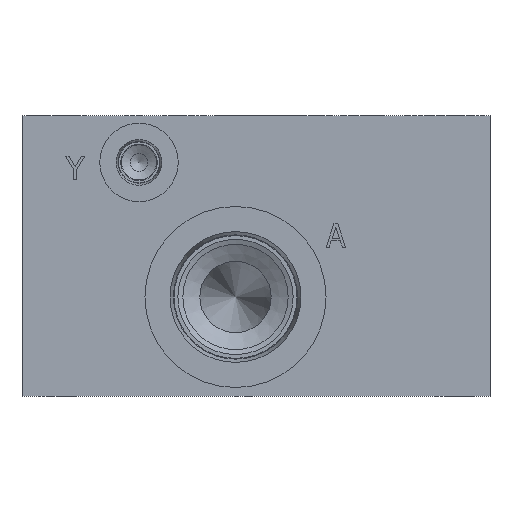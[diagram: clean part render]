
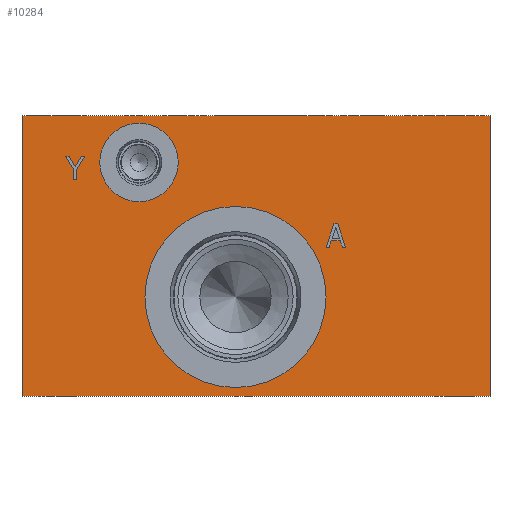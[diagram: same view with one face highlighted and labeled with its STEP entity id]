
A CAD part, left-side view. The second image highlights one B-rep face of the part: STEP entity #10284.
In plain terms, the highlighted planar face has unit normal (-1, 0, 0).
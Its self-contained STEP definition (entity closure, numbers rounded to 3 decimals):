
#116=CIRCLE('',#10849,24.562);
#117=CIRCLE('',#10850,24.562);
#118=CIRCLE('',#10851,10.643);
#119=CIRCLE('',#10852,10.643);
#312=FACE_BOUND('',#1437,.T.);
#313=FACE_BOUND('',#1438,.T.);
#314=FACE_BOUND('',#1439,.T.);
#315=FACE_BOUND('',#1440,.T.);
#876=FACE_OUTER_BOUND('',#1436,.T.);
#1436=EDGE_LOOP('',(#6819,#6820,#6821,#6822));
#1437=EDGE_LOOP('',(#6823,#6824,#6825,#6826,#6827,#6828,#6829,#6830,#6831));
#1438=EDGE_LOOP('',(#6832,#6833));
#1439=EDGE_LOOP('',(#6834,#6835));
#1440=EDGE_LOOP('',(#6836,#6837,#6838,#6839,#6840,#6841,#6842,#6843));
#2094=LINE('',#13955,#3101);
#2098=LINE('',#13963,#3105);
#2101=LINE('',#13969,#3108);
#2104=LINE('',#13975,#3111);
#2107=LINE('',#13981,#3114);
#2110=LINE('',#13987,#3117);
#2113=LINE('',#13993,#3120);
#2116=LINE('',#13999,#3123);
#2119=LINE('',#14004,#3126);
#2130=LINE('',#14028,#3137);
#2134=LINE('',#14036,#3141);
#2137=LINE('',#14042,#3144);
#2140=LINE('',#14048,#3147);
#2143=LINE('',#14054,#3150);
#2146=LINE('',#14060,#3153);
#2149=LINE('',#14066,#3156);
#2152=LINE('',#14071,#3159);
#2154=LINE('',#14077,#3161);
#2155=LINE('',#14079,#3162);
#2156=LINE('',#14081,#3163);
#2157=LINE('',#14082,#3164);
#3101=VECTOR('',#11566,10.);
#3105=VECTOR('',#11572,10.);
#3108=VECTOR('',#11577,10.);
#3111=VECTOR('',#11582,10.);
#3114=VECTOR('',#11587,10.);
#3117=VECTOR('',#11592,10.);
#3120=VECTOR('',#11597,10.);
#3123=VECTOR('',#11602,10.);
#3126=VECTOR('',#11607,10.);
#3137=VECTOR('',#11628,10.);
#3141=VECTOR('',#11634,10.);
#3144=VECTOR('',#11639,10.);
#3147=VECTOR('',#11644,10.);
#3150=VECTOR('',#11649,10.);
#3153=VECTOR('',#11654,10.);
#3156=VECTOR('',#11659,10.);
#3159=VECTOR('',#11664,10.);
#3161=VECTOR('',#11670,10.);
#3162=VECTOR('',#11671,10.);
#3163=VECTOR('',#11672,10.);
#3164=VECTOR('',#11673,10.);
#4092=VERTEX_POINT('',#13953);
#4093=VERTEX_POINT('',#13954);
#4096=VERTEX_POINT('',#13962);
#4098=VERTEX_POINT('',#13968);
#4100=VERTEX_POINT('',#13974);
#4102=VERTEX_POINT('',#13980);
#4104=VERTEX_POINT('',#13986);
#4106=VERTEX_POINT('',#13992);
#4108=VERTEX_POINT('',#13998);
#4116=VERTEX_POINT('',#14026);
#4117=VERTEX_POINT('',#14027);
#4120=VERTEX_POINT('',#14035);
#4122=VERTEX_POINT('',#14041);
#4124=VERTEX_POINT('',#14047);
#4126=VERTEX_POINT('',#14053);
#4128=VERTEX_POINT('',#14059);
#4130=VERTEX_POINT('',#14065);
#4132=VERTEX_POINT('',#14075);
#4133=VERTEX_POINT('',#14076);
#4134=VERTEX_POINT('',#14078);
#4135=VERTEX_POINT('',#14080);
#4136=VERTEX_POINT('',#14083);
#4137=VERTEX_POINT('',#14084);
#4138=VERTEX_POINT('',#14087);
#4139=VERTEX_POINT('',#14088);
#5137=EDGE_CURVE('',#4092,#4093,#2094,.T.);
#5141=EDGE_CURVE('',#4096,#4092,#2098,.T.);
#5144=EDGE_CURVE('',#4098,#4096,#2101,.T.);
#5147=EDGE_CURVE('',#4100,#4098,#2104,.T.);
#5150=EDGE_CURVE('',#4102,#4100,#2107,.T.);
#5153=EDGE_CURVE('',#4104,#4102,#2110,.T.);
#5156=EDGE_CURVE('',#4106,#4104,#2113,.T.);
#5159=EDGE_CURVE('',#4108,#4106,#2116,.T.);
#5162=EDGE_CURVE('',#4093,#4108,#2119,.T.);
#5173=EDGE_CURVE('',#4116,#4117,#2130,.T.);
#5177=EDGE_CURVE('',#4120,#4116,#2134,.T.);
#5180=EDGE_CURVE('',#4122,#4120,#2137,.T.);
#5183=EDGE_CURVE('',#4124,#4122,#2140,.T.);
#5186=EDGE_CURVE('',#4126,#4124,#2143,.T.);
#5189=EDGE_CURVE('',#4128,#4126,#2146,.T.);
#5192=EDGE_CURVE('',#4130,#4128,#2149,.T.);
#5195=EDGE_CURVE('',#4117,#4130,#2152,.T.);
#5197=EDGE_CURVE('',#4132,#4133,#2154,.T.);
#5198=EDGE_CURVE('',#4133,#4134,#2155,.T.);
#5199=EDGE_CURVE('',#4135,#4134,#2156,.T.);
#5200=EDGE_CURVE('',#4132,#4135,#2157,.T.);
#5201=EDGE_CURVE('',#4136,#4137,#116,.T.);
#5202=EDGE_CURVE('',#4137,#4136,#117,.T.);
#5203=EDGE_CURVE('',#4138,#4139,#118,.T.);
#5204=EDGE_CURVE('',#4139,#4138,#119,.T.);
#6819=ORIENTED_EDGE('',*,*,#5197,.T.);
#6820=ORIENTED_EDGE('',*,*,#5198,.T.);
#6821=ORIENTED_EDGE('',*,*,#5199,.F.);
#6822=ORIENTED_EDGE('',*,*,#5200,.F.);
#6823=ORIENTED_EDGE('',*,*,#5137,.T.);
#6824=ORIENTED_EDGE('',*,*,#5162,.T.);
#6825=ORIENTED_EDGE('',*,*,#5159,.T.);
#6826=ORIENTED_EDGE('',*,*,#5156,.T.);
#6827=ORIENTED_EDGE('',*,*,#5153,.T.);
#6828=ORIENTED_EDGE('',*,*,#5150,.T.);
#6829=ORIENTED_EDGE('',*,*,#5147,.T.);
#6830=ORIENTED_EDGE('',*,*,#5144,.T.);
#6831=ORIENTED_EDGE('',*,*,#5141,.T.);
#6832=ORIENTED_EDGE('',*,*,#5201,.T.);
#6833=ORIENTED_EDGE('',*,*,#5202,.T.);
#6834=ORIENTED_EDGE('',*,*,#5203,.T.);
#6835=ORIENTED_EDGE('',*,*,#5204,.T.);
#6836=ORIENTED_EDGE('',*,*,#5173,.T.);
#6837=ORIENTED_EDGE('',*,*,#5195,.T.);
#6838=ORIENTED_EDGE('',*,*,#5192,.T.);
#6839=ORIENTED_EDGE('',*,*,#5189,.T.);
#6840=ORIENTED_EDGE('',*,*,#5186,.T.);
#6841=ORIENTED_EDGE('',*,*,#5183,.T.);
#6842=ORIENTED_EDGE('',*,*,#5180,.T.);
#6843=ORIENTED_EDGE('',*,*,#5177,.T.);
#9542=PLANE('',#10848);
#10284=ADVANCED_FACE('',(#876,#312,#313,#314,#315),#9542,.T.);
#10848=AXIS2_PLACEMENT_3D('',#14074,#11668,#11669);
#10849=AXIS2_PLACEMENT_3D('',#14085,#11674,#11675);
#10850=AXIS2_PLACEMENT_3D('',#14086,#11676,#11677);
#10851=AXIS2_PLACEMENT_3D('',#14089,#11678,#11679);
#10852=AXIS2_PLACEMENT_3D('',#14090,#11680,#11681);
#11566=DIRECTION('',(0.,-1.,0.));
#11572=DIRECTION('',(0.,-0.512,0.859));
#11577=DIRECTION('',(0.,-0.505,-0.863));
#11582=DIRECTION('',(0.,-1.,0.));
#11587=DIRECTION('',(0.,0.509,0.861));
#11592=DIRECTION('',(0.,0.,1.));
#11597=DIRECTION('',(0.,1.,0.));
#11602=DIRECTION('',(0.,0.,-1.));
#11607=DIRECTION('',(0.,0.518,-0.855));
#11628=DIRECTION('',(0.,1.,0.));
#11634=DIRECTION('',(0.,0.309,-0.951));
#11639=DIRECTION('',(0.,1.,0.));
#11644=DIRECTION('',(0.,0.309,0.951));
#11649=DIRECTION('',(0.,1.,0.));
#11654=DIRECTION('',(0.,-0.319,-0.948));
#11659=DIRECTION('',(0.,-1.,0.));
#11664=DIRECTION('',(0.,-0.319,0.948));
#11668=DIRECTION('center_axis',(-1.,0.,0.));
#11669=DIRECTION('ref_axis',(0.,-1.,0.));
#11670=DIRECTION('',(0.,-1.,0.));
#11671=DIRECTION('',(0.,0.,1.));
#11672=DIRECTION('',(0.,-1.,0.));
#11673=DIRECTION('',(0.,0.,1.));
#11674=DIRECTION('center_axis',(1.,0.,0.));
#11675=DIRECTION('ref_axis',(0.,1.,0.));
#11676=DIRECTION('center_axis',(1.,0.,0.));
#11677=DIRECTION('ref_axis',(0.,1.,0.));
#11678=DIRECTION('center_axis',(1.,0.,0.));
#11679=DIRECTION('ref_axis',(0.,0.,1.));
#11680=DIRECTION('center_axis',(1.,0.,0.));
#11681=DIRECTION('ref_axis',(0.,0.,1.));
#13953=CARTESIAN_POINT('',(0.,110.9,65.087));
#13954=CARTESIAN_POINT('',(0.,110.004,65.087));
#13955=CARTESIAN_POINT('',(0.,118.95,65.087));
#13962=CARTESIAN_POINT('',(0.,112.567,62.293));
#13963=CARTESIAN_POINT('',(0.,128.167,36.149));
#13968=CARTESIAN_POINT('',(0.,114.204,65.087));
#13969=CARTESIAN_POINT('',(0.,101.646,43.645));
#13974=CARTESIAN_POINT('',(0.,115.14,65.087));
#13975=CARTESIAN_POINT('',(0.,121.07,65.087));
#13980=CARTESIAN_POINT('',(0.,112.994,61.46));
#13981=CARTESIAN_POINT('',(0.,101.344,41.763));
#13986=CARTESIAN_POINT('',(0.,112.994,58.738));
#13987=CARTESIAN_POINT('',(0.,112.994,29.369));
#13992=CARTESIAN_POINT('',(0.,112.15,58.738));
#13993=CARTESIAN_POINT('',(0.,119.575,58.738));
#13998=CARTESIAN_POINT('',(0.,112.15,61.547));
#13999=CARTESIAN_POINT('',(0.,112.15,30.774));
#14004=CARTESIAN_POINT('',(0.,126.713,37.52));
#14026=CARTESIAN_POINT('',(0.,43.637,40.481));
#14027=CARTESIAN_POINT('',(0.,44.491,40.481));
#14028=CARTESIAN_POINT('',(0.,85.318,40.481));
#14035=CARTESIAN_POINT('',(0.,43.061,42.257));
#14036=CARTESIAN_POINT('',(0.,53.267,10.817));
#14041=CARTESIAN_POINT('',(0.,40.637,42.257));
#14042=CARTESIAN_POINT('',(0.,83.818,42.257));
#14047=CARTESIAN_POINT('',(0.,40.061,40.481));
#14048=CARTESIAN_POINT('',(0.,38.261,34.937));
#14053=CARTESIAN_POINT('',(0.,39.17,40.481));
#14054=CARTESIAN_POINT('',(0.,83.085,40.481));
#14059=CARTESIAN_POINT('',(0.,41.311,46.831));
#14060=CARTESIAN_POINT('',(0.,38.595,38.775));
#14065=CARTESIAN_POINT('',(0.,42.35,46.831));
#14066=CARTESIAN_POINT('',(0.,84.675,46.831));
#14071=CARTESIAN_POINT('',(0.,54.828,9.818));
#14074=CARTESIAN_POINT('Origin',(0.,127.,0.));
#14075=CARTESIAN_POINT('',(0.,127.,0.));
#14076=CARTESIAN_POINT('',(0.,0.,0.));
#14077=CARTESIAN_POINT('',(0.,127.,0.));
#14078=CARTESIAN_POINT('',(0.,0.,76.2));
#14079=CARTESIAN_POINT('',(0.,0.,0.));
#14080=CARTESIAN_POINT('',(0.,127.,76.2));
#14081=CARTESIAN_POINT('',(0.,127.,76.2));
#14082=CARTESIAN_POINT('',(0.,127.,0.));
#14083=CARTESIAN_POINT('',(0.,93.624,26.975));
#14084=CARTESIAN_POINT('',(0.,44.501,26.975));
#14085=CARTESIAN_POINT('Origin',(0.,69.063,26.975));
#14086=CARTESIAN_POINT('Origin',(0.,69.063,26.975));
#14087=CARTESIAN_POINT('',(0.,95.25,74.143));
#14088=CARTESIAN_POINT('',(0.,95.25,52.857));
#14089=CARTESIAN_POINT('Origin',(0.,95.25,63.5));
#14090=CARTESIAN_POINT('Origin',(0.,95.25,63.5));
